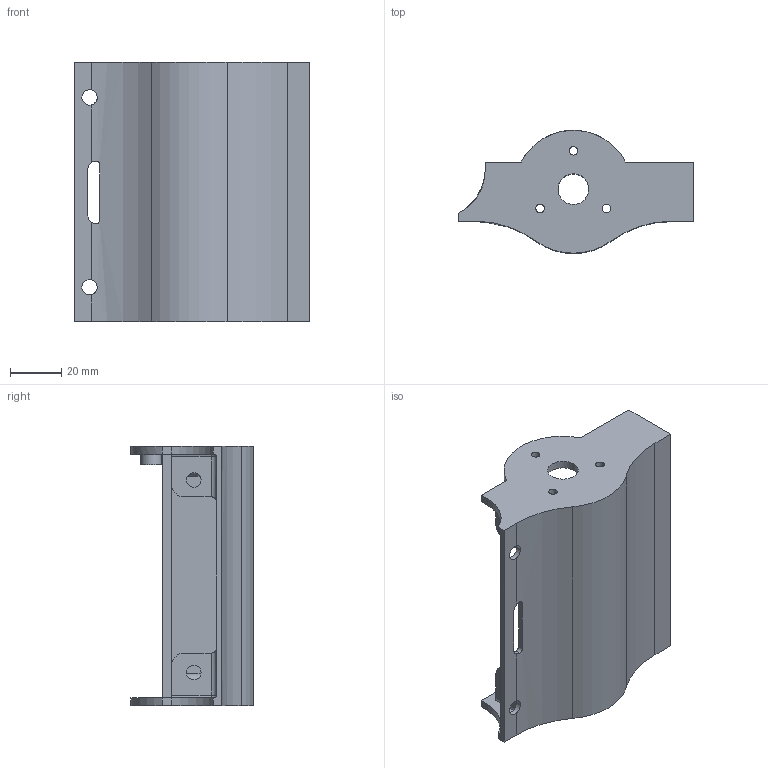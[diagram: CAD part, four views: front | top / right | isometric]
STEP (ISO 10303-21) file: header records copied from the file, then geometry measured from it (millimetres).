
FILE_DESCRIPTION(/* description */ (''),/* implementation_level */ '2;1');
FILE_NAME(/* name */ '最新 v5.step',/* time_stamp */ '2022-04-11T13:35:58+09:00',/* author */ (''),/* organization */ (''),/* preprocessor_version */ 'ST-DEVELOPER v18.1',/* originating_system */ 'Autodesk Translation Framework v10.13.0.1454',/* authorisation */ '');
FILE_SCHEMA (('AUTOMOTIVE_DESIGN { 1 0 10303 214 3 1 1 }'));
Length unit declared in the file: millimetre
Products named in the file (1): 最新
Bounding box: 92.04 x 48 x 101.2 mm (x, y, z)
Volume: 52257.9 mm3; surface area: 37176.1 mm2
Topology: 1 solids, 1 shells, 226 faces, 659 edges, 438 vertices
Faces by surface type: bspline 100, cylinder 71, plane 53, sphere 2
Full cylindrical faces by diameter (mm): 3.332 x3, 4 x5, 4.109 x1, 5.672 x2, 6 x2, 8 x3, 12 x2
Entity records: 15761 total; most frequent: CARTESIAN_POINT 10405, ORIENTED_EDGE 1318, DIRECTION 751, EDGE_CURVE 659, VERTEX_POINT 438, LINE 299, VECTOR 299, B_SPLINE_CURVE_WITH_KNOTS 261
